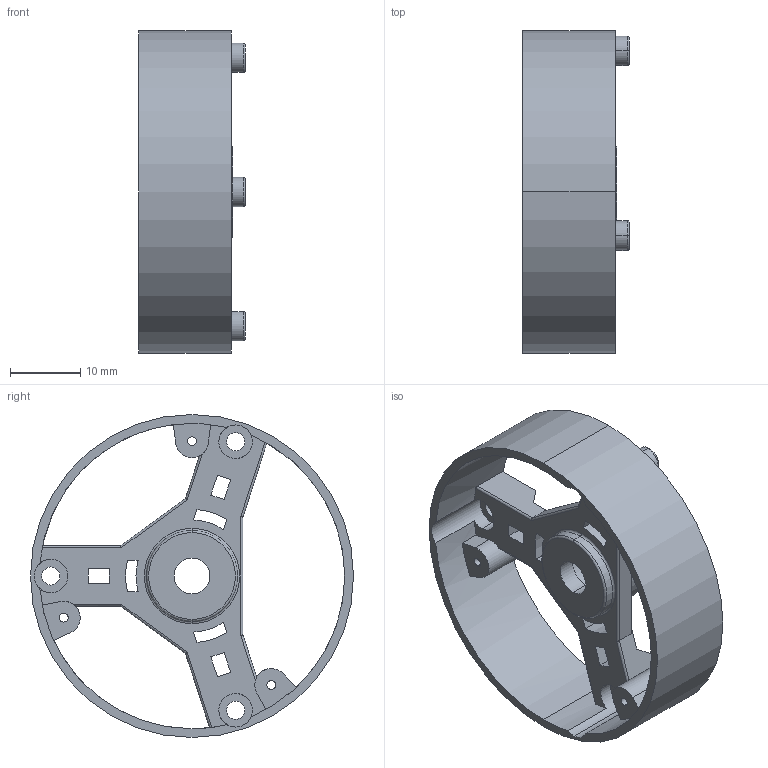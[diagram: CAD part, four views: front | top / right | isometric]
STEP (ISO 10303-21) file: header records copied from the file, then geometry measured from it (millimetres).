
FILE_DESCRIPTION (( 'STEP AP203' ), '1' );
FILE_NAME ('綴傷裔.STEP', '2021-03-10T12:18:50', ( '' ), ( '' ), 'SwSTEP 2.0', 'SolidWorks 2018', '' );
FILE_SCHEMA (( 'CONFIG_CONTROL_DESIGN' ));
Length unit declared in the file: millimetre
Products named in the file (1): 綴傷裔
Bounding box: 15.2 x 46.1 x 46.1 mm (x, y, z)
Volume: 4908.1 mm3; surface area: 6579.1 mm2
Topology: 1 solids, 1 shells, 149 faces, 408 edges, 266 vertices
Faces by surface type: cylinder 66, plane 61, cone 12, torus 10
Entity records: 4952 total; most frequent: CARTESIAN_POINT 953, DIRECTION 841, ORIENTED_EDGE 816, EDGE_CURVE 408, AXIS2_PLACEMENT_3D 320, VERTEX_POINT 266, LINE 201, VECTOR 201
